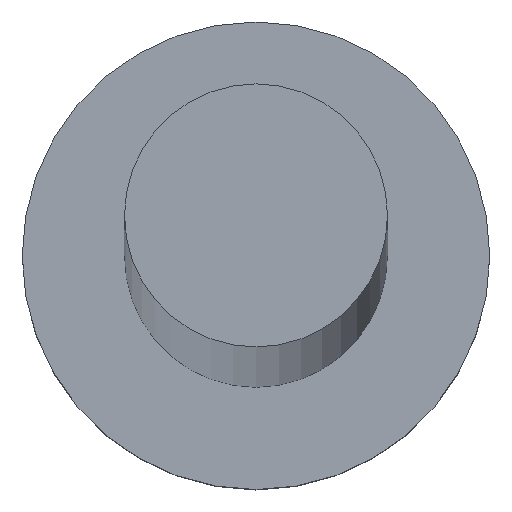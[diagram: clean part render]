
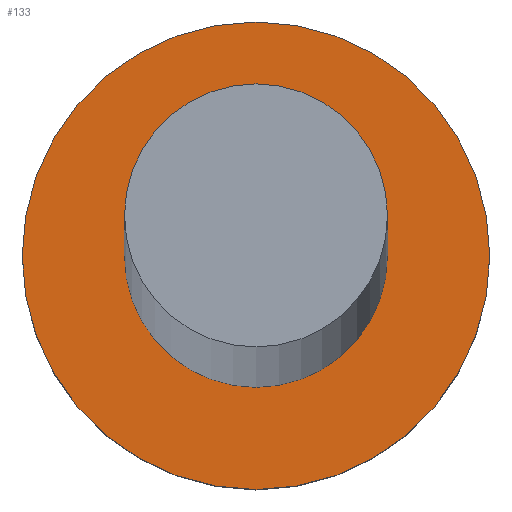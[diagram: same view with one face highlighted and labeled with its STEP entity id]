
A CAD part, top view. The second image highlights one B-rep face of the part: STEP entity #133.
In plain terms, the highlighted planar face has unit normal (0, 0, 1).
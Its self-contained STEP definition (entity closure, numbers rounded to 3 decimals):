
#27 = ORIENTED_EDGE ( 'NONE', *, *, #98, .T. ) ;
#34 = AXIS2_PLACEMENT_3D ( 'NONE', #220, #200, #208 ) ;
#35 = AXIS2_PLACEMENT_3D ( 'NONE', #94, #179, #177 ) ;
#38 = CIRCLE ( 'NONE', #35, 2.25 ) ;
#44 = DIRECTION ( 'NONE',  ( 1., 0., 0. ) ) ;
#45 = EDGE_LOOP ( 'NONE', ( #65, #153 ) ) ;
#65 = ORIENTED_EDGE ( 'NONE', *, *, #243, .F. ) ;
#81 = DIRECTION ( 'NONE',  ( 0., 0., 1. ) ) ;
#86 = CARTESIAN_POINT ( 'NONE',  ( 0., 0., 4. ) ) ;
#91 = ORIENTED_EDGE ( 'NONE', *, *, #250, .T. ) ;
#94 = CARTESIAN_POINT ( 'NONE',  ( 0., 0., 4. ) ) ;
#97 = CARTESIAN_POINT ( 'NONE',  ( 0., 0., 4. ) ) ;
#98 = EDGE_CURVE ( 'NONE', #142, #151, #221, .T. ) ;
#100 = CARTESIAN_POINT ( 'NONE',  ( -2.25, 0., 4. ) ) ;
#115 = CARTESIAN_POINT ( 'NONE',  ( 4., 0., 4. ) ) ;
#131 = PLANE ( 'NONE',  #196 ) ;
#133 = ADVANCED_FACE ( 'NONE', ( #254, #219 ), #131, .T. ) ;
#135 = DIRECTION ( 'NONE',  ( 0., 0., 1. ) ) ;
#142 = VERTEX_POINT ( 'NONE', #115 ) ;
#149 = EDGE_CURVE ( 'NONE', #172, #190, #38, .T. ) ;
#151 = VERTEX_POINT ( 'NONE', #255 ) ;
#153 = ORIENTED_EDGE ( 'NONE', *, *, #149, .F. ) ;
#156 = AXIS2_PLACEMENT_3D ( 'NONE', #97, #214, #183 ) ;
#172 = VERTEX_POINT ( 'NONE', #253 ) ;
#177 = DIRECTION ( 'NONE',  ( 1., 0., 0. ) ) ;
#179 = DIRECTION ( 'NONE',  ( 0., 0., 1. ) ) ;
#183 = DIRECTION ( 'NONE',  ( 1., 0., 0. ) ) ;
#185 = AXIS2_PLACEMENT_3D ( 'NONE', #86, #81, #237 ) ;
#190 = VERTEX_POINT ( 'NONE', #100 ) ;
#193 = CIRCLE ( 'NONE', #185, 2.25 ) ;
#196 = AXIS2_PLACEMENT_3D ( 'NONE', #232, #135, #44 ) ;
#200 = DIRECTION ( 'NONE',  ( 0., 0., 1. ) ) ;
#208 = DIRECTION ( 'NONE',  ( 1., 0., 0. ) ) ;
#211 = EDGE_LOOP ( 'NONE', ( #91, #27 ) ) ;
#214 = DIRECTION ( 'NONE',  ( 0., 0., 1. ) ) ;
#219 = FACE_OUTER_BOUND ( 'NONE', #211, .T. ) ;
#220 = CARTESIAN_POINT ( 'NONE',  ( 0., 0., 4. ) ) ;
#221 = CIRCLE ( 'NONE', #156, 4. ) ;
#232 = CARTESIAN_POINT ( 'NONE',  ( 0., 0., 4. ) ) ;
#237 = DIRECTION ( 'NONE',  ( 1., 0., 0. ) ) ;
#243 = EDGE_CURVE ( 'NONE', #190, #172, #193, .T. ) ;
#244 = CIRCLE ( 'NONE', #34, 4. ) ;
#250 = EDGE_CURVE ( 'NONE', #151, #142, #244, .T. ) ;
#253 = CARTESIAN_POINT ( 'NONE',  ( 2.25, 0., 4. ) ) ;
#254 = FACE_BOUND ( 'NONE', #45, .T. ) ;
#255 = CARTESIAN_POINT ( 'NONE',  ( -4., 0., 4. ) ) ;
